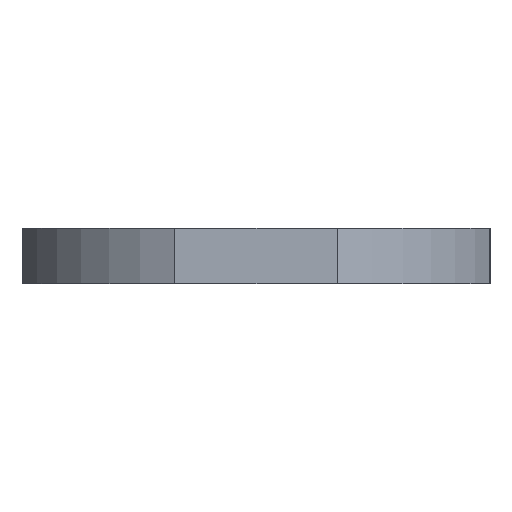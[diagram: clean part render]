
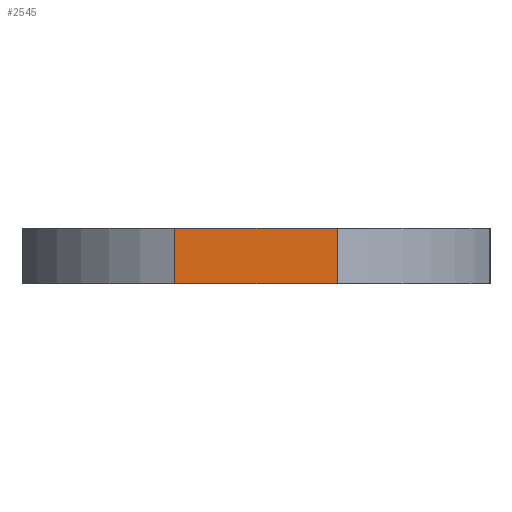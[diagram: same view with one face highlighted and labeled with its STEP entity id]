
A CAD part, left-side view. The second image highlights one B-rep face of the part: STEP entity #2545.
In plain terms, the highlighted planar face has unit normal (-1, 0, 0).
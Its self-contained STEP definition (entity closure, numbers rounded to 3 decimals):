
#58 = PLANE ( 'NONE',  #2942 ) ;
#72 = CARTESIAN_POINT ( 'NONE',  ( -17., 5.916, 4. ) ) ;
#114 = DIRECTION ( 'NONE',  ( 0., -1., 0. ) ) ;
#183 = VECTOR ( 'NONE', #3507, 1000. ) ;
#335 = VERTEX_POINT ( 'NONE', #3759 ) ;
#365 = DIRECTION ( 'NONE',  ( 1., 0., 0. ) ) ;
#555 = VERTEX_POINT ( 'NONE', #72 ) ;
#619 = VECTOR ( 'NONE', #2353, 1000. ) ;
#806 = DIRECTION ( 'NONE',  ( 0., -1., 0. ) ) ;
#853 = EDGE_CURVE ( 'NONE', #555, #335, #1447, .T. ) ;
#908 = CARTESIAN_POINT ( 'NONE',  ( -17., -5.916, 0. ) ) ;
#1175 = ORIENTED_EDGE ( 'NONE', *, *, #853, .T. ) ;
#1223 = DIRECTION ( 'NONE',  ( 0., 1., 0. ) ) ;
#1234 = EDGE_CURVE ( 'NONE', #555, #1999, #2513, .T. ) ;
#1255 = CARTESIAN_POINT ( 'NONE',  ( -17., -5.916, 4. ) ) ;
#1447 = LINE ( 'NONE', #2376, #183 ) ;
#1684 = VECTOR ( 'NONE', #806, 1000. ) ;
#1783 = CARTESIAN_POINT ( 'NONE',  ( -17., -5.916, 4. ) ) ;
#1999 = VERTEX_POINT ( 'NONE', #1255 ) ;
#2088 = CARTESIAN_POINT ( 'NONE',  ( -17., 5.916, 4. ) ) ;
#2108 = CARTESIAN_POINT ( 'NONE',  ( -17., 5.916, 0. ) ) ;
#2292 = FACE_OUTER_BOUND ( 'NONE', #3550, .T. ) ;
#2312 = LINE ( 'NONE', #1783, #619 ) ;
#2353 = DIRECTION ( 'NONE',  ( 0., 0., -1. ) ) ;
#2376 = CARTESIAN_POINT ( 'NONE',  ( -17., 5.916, 4. ) ) ;
#2396 = LINE ( 'NONE', #2108, #2646 ) ;
#2513 = LINE ( 'NONE', #2846, #1684 ) ;
#2542 = EDGE_CURVE ( 'NONE', #1999, #3548, #2312, .T. ) ;
#2545 = ADVANCED_FACE ( 'NONE', ( #2292 ), #58, .F. ) ;
#2646 = VECTOR ( 'NONE', #114, 1000. ) ;
#2846 = CARTESIAN_POINT ( 'NONE',  ( -17., 5.916, 4. ) ) ;
#2942 = AXIS2_PLACEMENT_3D ( 'NONE', #2088, #365, #1223 ) ;
#2967 = ORIENTED_EDGE ( 'NONE', *, *, #1234, .F. ) ;
#3507 = DIRECTION ( 'NONE',  ( 0., 0., -1. ) ) ;
#3548 = VERTEX_POINT ( 'NONE', #908 ) ;
#3550 = EDGE_LOOP ( 'NONE', ( #3606, #3752, #2967, #1175 ) ) ;
#3606 = ORIENTED_EDGE ( 'NONE', *, *, #3630, .T. ) ;
#3630 = EDGE_CURVE ( 'NONE', #335, #3548, #2396, .T. ) ;
#3752 = ORIENTED_EDGE ( 'NONE', *, *, #2542, .F. ) ;
#3759 = CARTESIAN_POINT ( 'NONE',  ( -17., 5.916, 0. ) ) ;
